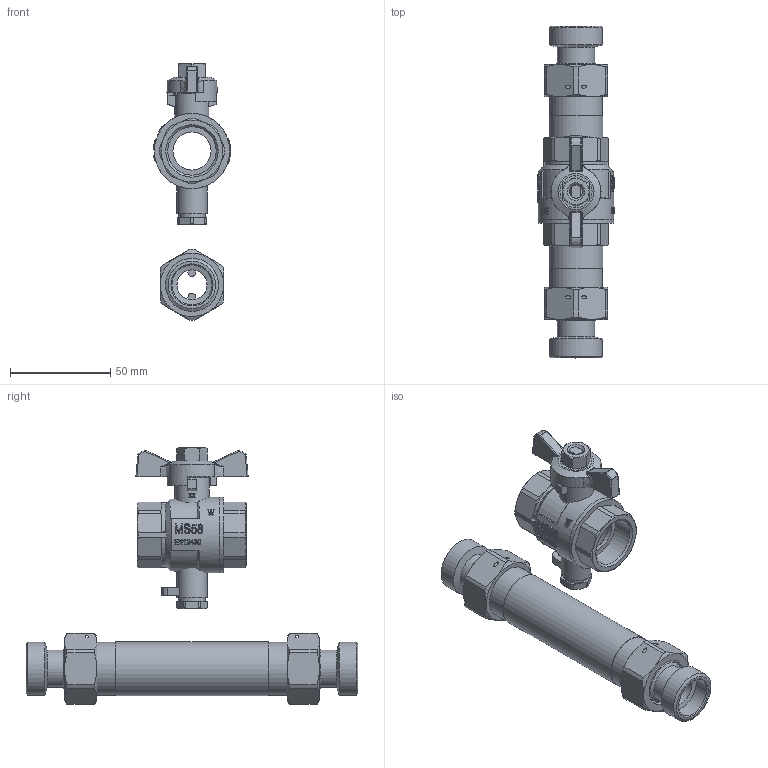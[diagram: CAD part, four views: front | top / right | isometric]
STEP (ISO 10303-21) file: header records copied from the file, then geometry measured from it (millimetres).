
FILE_DESCRIPTION(/* description */ ('Unknown'),/* implementation_level */ '2;1');
FILE_NAME(/* name */ '80180005',/* time_stamp */ '2023-07-12T13:16:33+02:00',/* author */ ('Unknown'),/* organization */ ('Unknown'),/* preprocessor_version */ 'ST-DEVELOPER v18.102',/* originating_system */ 'Solid Edge',/* authorisation */ 'Unknown');
FILE_SCHEMA (('AUTOMOTIVE_DESIGN {1 0 10303 214 3 1 1}'));
Length unit declared in the file: millimetre
Products named in the file (18): 80180005; 98708712-3_4x110; 724-55; Dichtung; _berwurfmutter; St_tze; Speerring; 712-05_oa_0; Spindel-co_oa_1; Spindel; Stopfbuchse; Flügelgriff 1_4 - 3_4; 600-1_2-Mutter; Kvrper-co_oa_2; Kvrper; Schtaube; Einschraubteil
Assembly tree (18 placements, depth 4):
  80180005
    98708712-3_4x110
    724-55  x2
      Dichtung
      _berwurfmutter
      St_tze
      Speerring
    712-05_oa_0
      Spindel-co_oa_1
        Spindel
        Stopfbuchse
        Flügelgriff 1_4 - 3_4
        600-1_2-Mutter
      Kvrper-co_oa_2
        Kvrper
        Schtaube
        Einschraubteil
        Dichtung
Bounding box: 38.39 x 165.6 x 128.15 mm (x, y, z)
Volume: 86883.3 mm3; surface area: 58192.1 mm2
Topology: 17 solids, 17 shells, 1280 faces, 3492 edges, 2305 vertices
Faces by surface type: plane 995, cylinder 175, cone 80, bspline 18, sphere 10, torus 2
Full cylindrical faces by diameter (mm): 1.5 x3, 5 x1, 5.9 x1, 6.7 x1, 6.75 x1, 8.92 x1, 9 x3, 9.1 x1, 10 x2, 10.5 x1, 11 x1, 12 x1, 12.5 x1, 13 x1, 14 x1, 15 x3, 16 x1, 17 x3, 18.5 x1, 18.6 x2, 18.9 x1, 19 x2, 20 x2, 21.6 x2, 24 x4, 24.1 x2, 24.117 x4, 26.441 x4, 26.5 x2, 26.9 x1
Entity records: 45289 total; most frequent: CARTESIAN_POINT 12353, DIRECTION 7359, ORIENTED_EDGE 6500, EDGE_CURVE 3250, AXIS2_PLACEMENT_3D 3041, VERTEX_POINT 2200, FACE_BOUND 1408, EDGE_LOOP 1407
